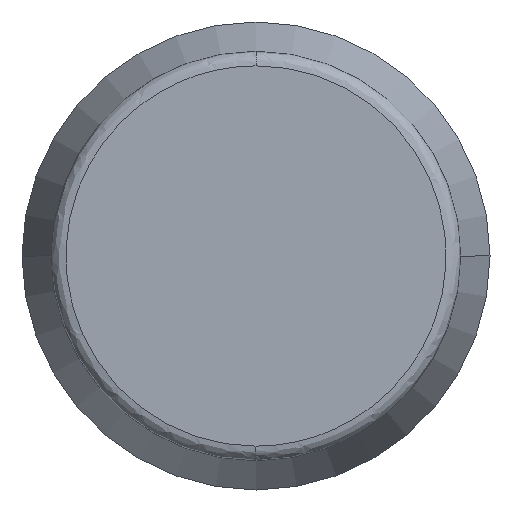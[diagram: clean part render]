
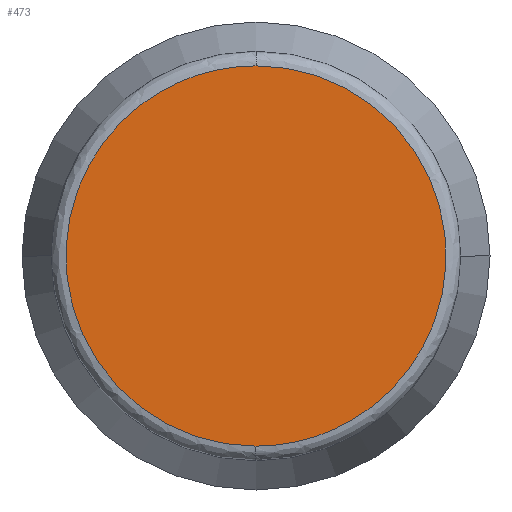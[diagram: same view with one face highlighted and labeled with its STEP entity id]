
A CAD part, front view. The second image highlights one B-rep face of the part: STEP entity #473.
In plain terms, the highlighted planar face has unit normal (0, -1, 0).
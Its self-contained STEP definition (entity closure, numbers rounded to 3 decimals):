
#12 = AXIS2_PLACEMENT_3D ( 'NONE', #383, #370, #369 ) ;
#54 = EDGE_CURVE ( 'NONE', #652, #667, #457, .T. ) ;
#58 = EDGE_CURVE ( 'NONE', #667, #652, #468, .T. ) ;
#88 = CARTESIAN_POINT ( 'NONE',  ( 0., 0., -6.5 ) ) ;
#217 = CARTESIAN_POINT ( 'NONE',  ( 0., 0., 6.5 ) ) ;
#225 = CARTESIAN_POINT ( 'NONE',  ( 0., 0., 6.5 ) ) ;
#226 = CARTESIAN_POINT ( 'NONE',  ( -13., 0., 6.5 ) ) ;
#227 = CARTESIAN_POINT ( 'NONE',  ( 0., 0., -6.5 ) ) ;
#277 = CARTESIAN_POINT ( 'NONE',  ( -13., 0., -6.5 ) ) ;
#369 = DIRECTION ( 'NONE',  ( 0., 0., -1. ) ) ;
#370 = DIRECTION ( 'NONE',  ( 0., -1., 0. ) ) ;
#372 = PLANE ( 'NONE',  #12 ) ;
#383 = CARTESIAN_POINT ( 'NONE',  ( -6.578, 0., 6.578 ) ) ;
#432 = CARTESIAN_POINT ( 'NONE',  ( 0., 0., -6.5 ) ) ;
#434 = CARTESIAN_POINT ( 'NONE',  ( 13., 0., -6.5 ) ) ;
#439 = CARTESIAN_POINT ( 'NONE',  ( 13., 0., 6.5 ) ) ;
#440 = CARTESIAN_POINT ( 'NONE',  ( 0., 0., 6.5 ) ) ;
#457 =( BOUNDED_CURVE ( )  B_SPLINE_CURVE ( 3, ( #88, #277, #226, #225 ),
 .UNSPECIFIED., .F., .T. ) 
 B_SPLINE_CURVE_WITH_KNOTS ( ( 4, 4 ),
 ( 0., 1. ),
 .UNSPECIFIED. ) 
 CURVE ( )  GEOMETRIC_REPRESENTATION_ITEM ( )  RATIONAL_B_SPLINE_CURVE ( ( 0.957, 0.319, 0.319, 0.957 ) ) 
 REPRESENTATION_ITEM ( '' )  );
#468 =( BOUNDED_CURVE ( )  B_SPLINE_CURVE ( 3, ( #440, #439, #434, #432 ),
 .UNSPECIFIED., .F., .T. ) 
 B_SPLINE_CURVE_WITH_KNOTS ( ( 4, 4 ),
 ( 0., 1. ),
 .UNSPECIFIED. ) 
 CURVE ( )  GEOMETRIC_REPRESENTATION_ITEM ( )  RATIONAL_B_SPLINE_CURVE ( ( 0.957, 0.319, 0.319, 0.957 ) ) 
 REPRESENTATION_ITEM ( '' )  );
#473 = ADVANCED_FACE ( 'NONE', ( #507 ), #372, .T. ) ;
#507 = FACE_OUTER_BOUND ( 'NONE', #650, .T. ) ;
#557 = ORIENTED_EDGE ( 'NONE', *, *, #58, .F. ) ;
#558 = ORIENTED_EDGE ( 'NONE', *, *, #54, .F. ) ;
#650 = EDGE_LOOP ( 'NONE', ( #557, #558 ) ) ;
#652 = VERTEX_POINT ( 'NONE', #227 ) ;
#667 = VERTEX_POINT ( 'NONE', #217 ) ;
